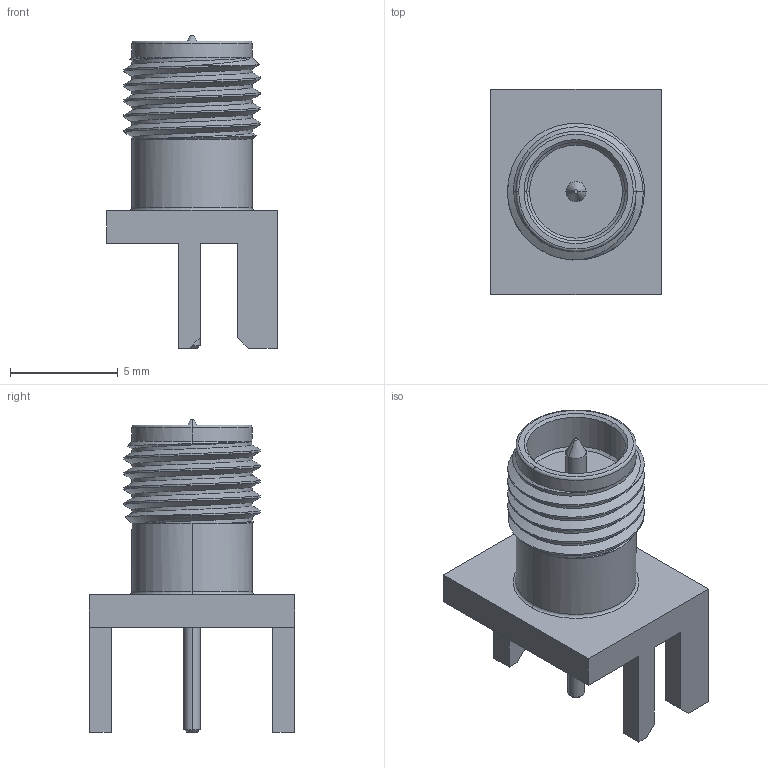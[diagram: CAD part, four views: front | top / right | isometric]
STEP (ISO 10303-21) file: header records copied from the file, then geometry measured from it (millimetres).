
FILE_DESCRIPTION (( 'STEP AP203' ), '1' );
FILE_NAME ('PE4874.step', '2018-05-23T18:15:55', ( '' ), ( '' ), 'SwSTEP 2.0', 'SolidWorks 2017', '' );
FILE_SCHEMA (( 'CONFIG_CONTROL_DESIGN' ));
Length unit declared in the file: inch
Products named in the file (1): PE4874
Bounding box: 7.92 x 9.53 x 14.53 mm (x, y, z)
Volume: 314 mm3; surface area: 536.3 mm2
Topology: 2 solids, 2 shells, 76 faces, 182 edges, 115 vertices
Faces by surface type: plane 31, cylinder 24, cone 14, torus 4, bspline 3
Entity records: 3319 total; most frequent: CARTESIAN_POINT 1548, ORIENTED_EDGE 364, DIRECTION 335, EDGE_CURVE 182, AXIS2_PLACEMENT_3D 117, VERTEX_POINT 115, VECTOR 101, LINE 101
